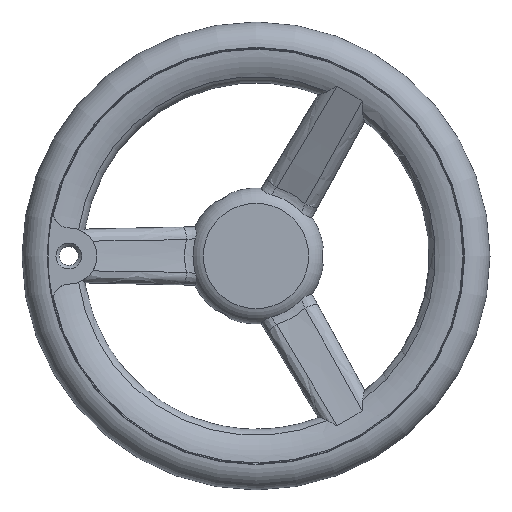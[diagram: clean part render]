
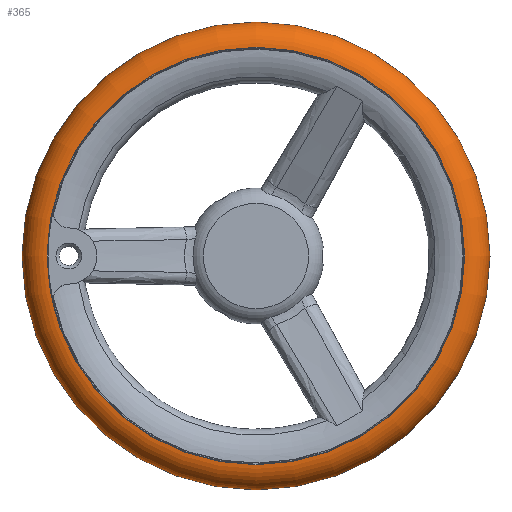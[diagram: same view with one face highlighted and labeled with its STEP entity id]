
A CAD part, left-side view. The second image highlights one B-rep face of the part: STEP entity #365.
In plain terms, the highlighted toroidal (fillet/blend) face has major radius 89 mm and minor radius 11 mm.
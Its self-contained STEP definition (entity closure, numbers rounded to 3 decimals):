
#184=TOROIDAL_SURFACE('',#1613,89.,11.);
#365=ADVANCED_FACE('',(#460,#461),#184,.T.);
#460=FACE_BOUND('',#569,.T.);
#461=FACE_BOUND('',#570,.T.);
#569=EDGE_LOOP('',(#791));
#570=EDGE_LOOP('',(#792));
#791=ORIENTED_EDGE('',*,*,#1383,.T.);
#792=ORIENTED_EDGE('',*,*,#1392,.F.);
#1207=VERTEX_POINT('',#2718);
#1213=VERTEX_POINT('',#2796);
#1383=EDGE_CURVE('',#1207,#1207,#1539,.T.);
#1392=EDGE_CURVE('',#1213,#1213,#1541,.T.);
#1539=CIRCLE('',#1608,89.159);
#1541=CIRCLE('',#1612,89.159);
#1608=AXIS2_PLACEMENT_3D('',#2717,#1767,#1768);
#1612=AXIS2_PLACEMENT_3D('',#2795,#1775,#1776);
#1613=AXIS2_PLACEMENT_3D('',#2797,#1777,#1778);
#1767=DIRECTION('',(1.,0.,0.));
#1768=DIRECTION('',(0.,0.,-1.));
#1775=DIRECTION('',(1.,0.,0.));
#1776=DIRECTION('',(0.,0.,-1.));
#1777=DIRECTION('',(1.,0.,0.));
#1778=DIRECTION('',(0.,0.,-1.));
#2717=CARTESIAN_POINT('',(323.455,140.353,0.));
#2718=CARTESIAN_POINT('',(323.455,140.353,-89.159));
#2795=CARTESIAN_POINT('',(345.452,140.353,0.));
#2796=CARTESIAN_POINT('',(345.452,140.353,-89.159));
#2797=CARTESIAN_POINT('',(334.453,140.353,0.));
